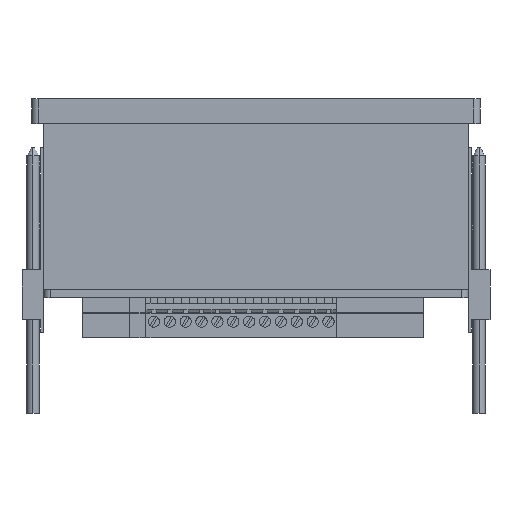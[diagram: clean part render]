
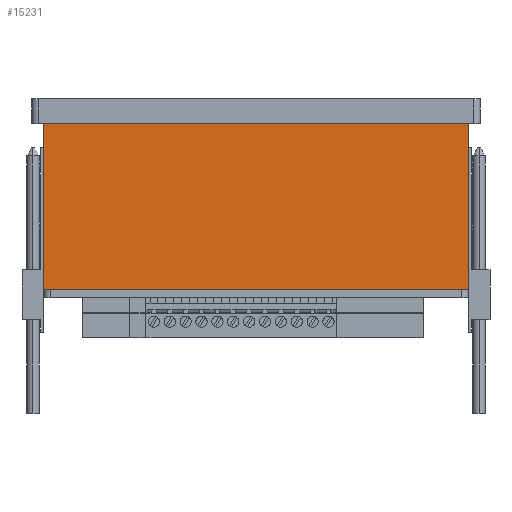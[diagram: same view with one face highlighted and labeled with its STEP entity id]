
A CAD part, front view. The second image highlights one B-rep face of the part: STEP entity #15231.
In plain terms, the highlighted planar face has unit normal (0, -1, 0).
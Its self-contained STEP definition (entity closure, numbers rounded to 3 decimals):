
#14510 = EDGE_CURVE ( 'NONE', #14511, #14512, #58759, .T. ) ;
#14511 = VERTEX_POINT ( 'NONE', #58747 ) ;
#14512 = VERTEX_POINT ( 'NONE', #58746 ) ;
#15220 = ORIENTED_EDGE ( 'NONE', *, *, #15221, .F. ) ;
#15221 = EDGE_CURVE ( 'NONE', #15222, #15310, #60934, .T. ) ;
#15222 = VERTEX_POINT ( 'NONE', #60924 ) ;
#15231 = ADVANCED_FACE ( 'NONE', ( #61031 ), #61030, .T. ) ;
#15232 = EDGE_LOOP ( 'NONE', ( #15233, #15302, #15304, #15305, #15308, #15220, #15287, #15290, #15293, #15296, #15299, #15273 ) ) ;
#15233 = ORIENTED_EDGE ( 'NONE', *, *, #15234, .F. ) ;
#15234 = EDGE_CURVE ( 'NONE', #15235, #15301, #61027, .T. ) ;
#15235 = VERTEX_POINT ( 'NONE', #61019 ) ;
#15272 = VERTEX_POINT ( 'NONE', #61037 ) ;
#15273 = ORIENTED_EDGE ( 'NONE', *, *, #15274, .T. ) ;
#15274 = EDGE_CURVE ( 'NONE', #15272, #15301, #61154, .T. ) ;
#15287 = ORIENTED_EDGE ( 'NONE', *, *, #15288, .F. ) ;
#15288 = EDGE_CURVE ( 'NONE', #15289, #15222, #61124, .T. ) ;
#15289 = VERTEX_POINT ( 'NONE', #61117 ) ;
#15290 = ORIENTED_EDGE ( 'NONE', *, *, #15291, .T. ) ;
#15291 = EDGE_CURVE ( 'NONE', #15289, #15292, #61110, .T. ) ;
#15292 = VERTEX_POINT ( 'NONE', #61102 ) ;
#15293 = ORIENTED_EDGE ( 'NONE', *, *, #15294, .T. ) ;
#15294 = EDGE_CURVE ( 'NONE', #15292, #15295, #61230, .T. ) ;
#15295 = VERTEX_POINT ( 'NONE', #61223 ) ;
#15296 = ORIENTED_EDGE ( 'NONE', *, *, #15297, .F. ) ;
#15297 = EDGE_CURVE ( 'NONE', #15298, #15295, #61219, .T. ) ;
#15298 = VERTEX_POINT ( 'NONE', #61212 ) ;
#15299 = ORIENTED_EDGE ( 'NONE', *, *, #15300, .F. ) ;
#15300 = EDGE_CURVE ( 'NONE', #15272, #15298, #61208, .T. ) ;
#15301 = VERTEX_POINT ( 'NONE', #61199 ) ;
#15302 = ORIENTED_EDGE ( 'NONE', *, *, #15303, .F. ) ;
#15303 = EDGE_CURVE ( 'NONE', #14511, #15235, #61192, .T. ) ;
#15304 = ORIENTED_EDGE ( 'NONE', *, *, #14510, .T. ) ;
#15305 = ORIENTED_EDGE ( 'NONE', *, *, #15306, .T. ) ;
#15306 = EDGE_CURVE ( 'NONE', #14512, #15307, #61183, .T. ) ;
#15307 = VERTEX_POINT ( 'NONE', #61177 ) ;
#15308 = ORIENTED_EDGE ( 'NONE', *, *, #15309, .T. ) ;
#15309 = EDGE_CURVE ( 'NONE', #15307, #15310, #61173, .T. ) ;
#15310 = VERTEX_POINT ( 'NONE', #61166 ) ;
#58746 = CARTESIAN_POINT ( 'NONE',  ( 67.9, -67.9, -53.1 ) ) ;
#58747 = CARTESIAN_POINT ( 'NONE',  ( -67.9, -67.9, -53.1 ) ) ;
#58748 = DIRECTION ( 'NONE',  ( 1., 0., 0. ) ) ;
#58749 = VECTOR ( 'NONE', #58748, 1000. ) ;
#58752 = CARTESIAN_POINT ( 'NONE',  ( -67.9, -67.9, -53.1 ) ) ;
#58759 = LINE ( 'NONE', #58752, #58749 ) ;
#60924 = CARTESIAN_POINT ( 'NONE',  ( 64., -67.9, 2. ) ) ;
#60926 = DIRECTION ( 'NONE',  ( 0., 0., -1. ) ) ;
#60927 = VECTOR ( 'NONE', #60926, 1000. ) ;
#60928 = CARTESIAN_POINT ( 'NONE',  ( 64., -67.9, 2. ) ) ;
#60934 = LINE ( 'NONE', #60928, #60927 ) ;
#61019 = CARTESIAN_POINT ( 'NONE',  ( -67.9, -67.9, 0. ) ) ;
#61021 = DIRECTION ( 'NONE',  ( 1., 0., 0. ) ) ;
#61022 = VECTOR ( 'NONE', #61021, 1000. ) ;
#61023 = CARTESIAN_POINT ( 'NONE',  ( -67.9, -67.9, 0. ) ) ;
#61024 = DIRECTION ( 'NONE',  ( 0., 0., -1. ) ) ;
#61025 = DIRECTION ( 'NONE',  ( 0., -1., 0. ) ) ;
#61026 = CARTESIAN_POINT ( 'NONE',  ( -67.9, -67.9, -53.1 ) ) ;
#61027 = LINE ( 'NONE', #61023, #61022 ) ;
#61029 = AXIS2_PLACEMENT_3D ( 'NONE', #61026, #61025, #61024 ) ;
#61030 = PLANE ( 'NONE',  #61029 ) ;
#61031 = FACE_OUTER_BOUND ( 'NONE', #15232, .T. ) ;
#61037 = CARTESIAN_POINT ( 'NONE',  ( -64., -67.9, 2. ) ) ;
#61102 = CARTESIAN_POINT ( 'NONE',  ( 51., -67.9, 0. ) ) ;
#61105 = DIRECTION ( 'NONE',  ( 0., 0., -1. ) ) ;
#61107 = VECTOR ( 'NONE', #61105, 1000. ) ;
#61109 = CARTESIAN_POINT ( 'NONE',  ( 51., -67.9, 2. ) ) ;
#61110 = LINE ( 'NONE', #61109, #61107 ) ;
#61117 = CARTESIAN_POINT ( 'NONE',  ( 51., -67.9, 2. ) ) ;
#61118 = DIRECTION ( 'NONE',  ( 1., 0., 0. ) ) ;
#61120 = VECTOR ( 'NONE', #61118, 1000. ) ;
#61122 = CARTESIAN_POINT ( 'NONE',  ( 64., -67.9, 2. ) ) ;
#61124 = LINE ( 'NONE', #61122, #61120 ) ;
#61151 = DIRECTION ( 'NONE',  ( 0., 0., -1. ) ) ;
#61152 = VECTOR ( 'NONE', #61151, 1000. ) ;
#61153 = CARTESIAN_POINT ( 'NONE',  ( -64., -67.9, 2. ) ) ;
#61154 = LINE ( 'NONE', #61153, #61152 ) ;
#61166 = CARTESIAN_POINT ( 'NONE',  ( 64., -67.9, 0. ) ) ;
#61167 = DIRECTION ( 'NONE',  ( -1., 0., 0. ) ) ;
#61169 = VECTOR ( 'NONE', #61167, 1000. ) ;
#61171 = CARTESIAN_POINT ( 'NONE',  ( -67.9, -67.9, 0. ) ) ;
#61173 = LINE ( 'NONE', #61171, #61169 ) ;
#61177 = CARTESIAN_POINT ( 'NONE',  ( 67.9, -67.9, 0. ) ) ;
#61180 = DIRECTION ( 'NONE',  ( 0., 0., 1. ) ) ;
#61181 = VECTOR ( 'NONE', #61180, 1000. ) ;
#61182 = CARTESIAN_POINT ( 'NONE',  ( 67.9, -67.9, -53.1 ) ) ;
#61183 = LINE ( 'NONE', #61182, #61181 ) ;
#61187 = DIRECTION ( 'NONE',  ( 0., 0., 1. ) ) ;
#61188 = VECTOR ( 'NONE', #61187, 1000. ) ;
#61190 = CARTESIAN_POINT ( 'NONE',  ( -67.9, -67.9, -53.1 ) ) ;
#61192 = LINE ( 'NONE', #61190, #61188 ) ;
#61199 = CARTESIAN_POINT ( 'NONE',  ( -64., -67.9, 0. ) ) ;
#61202 = DIRECTION ( 'NONE',  ( 1., 0., 0. ) ) ;
#61204 = VECTOR ( 'NONE', #61202, 1000. ) ;
#61206 = CARTESIAN_POINT ( 'NONE',  ( -64., -67.9, 2. ) ) ;
#61208 = LINE ( 'NONE', #61206, #61204 ) ;
#61212 = CARTESIAN_POINT ( 'NONE',  ( -51., -67.9, 2. ) ) ;
#61215 = DIRECTION ( 'NONE',  ( 0., 0., -1. ) ) ;
#61217 = VECTOR ( 'NONE', #61215, 1000. ) ;
#61218 = CARTESIAN_POINT ( 'NONE',  ( -51., -67.9, 2. ) ) ;
#61219 = LINE ( 'NONE', #61218, #61217 ) ;
#61223 = CARTESIAN_POINT ( 'NONE',  ( -51., -67.9, 0. ) ) ;
#61224 = DIRECTION ( 'NONE',  ( -1., 0., 0. ) ) ;
#61226 = VECTOR ( 'NONE', #61224, 1000. ) ;
#61228 = CARTESIAN_POINT ( 'NONE',  ( -67.9, -67.9, 0. ) ) ;
#61230 = LINE ( 'NONE', #61228, #61226 ) ;
